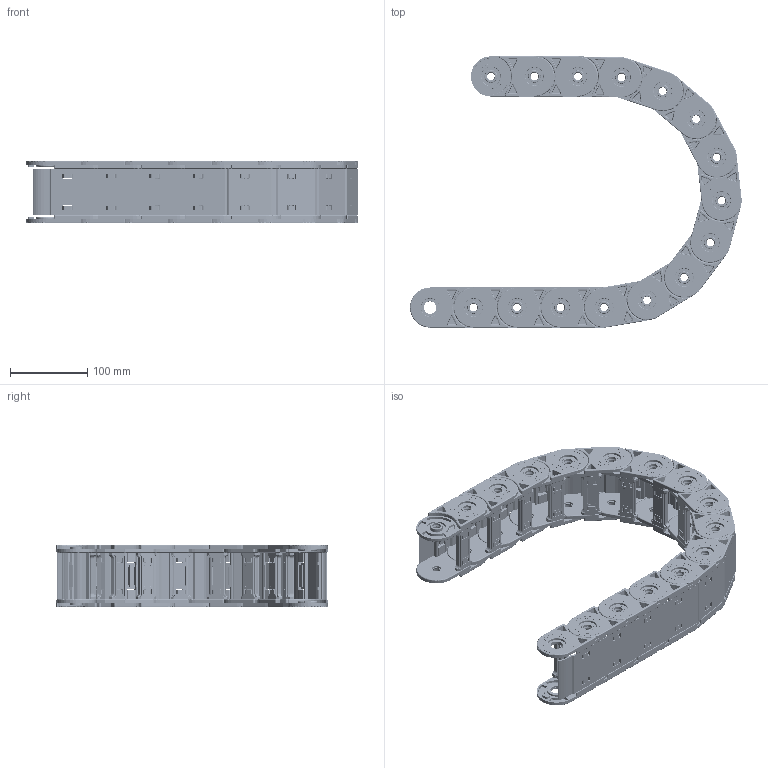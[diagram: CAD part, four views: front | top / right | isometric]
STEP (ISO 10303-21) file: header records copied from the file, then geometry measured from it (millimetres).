
FILE_DESCRIPTION (( 'STEP AP214' ), '1' );
FILE_NAME ('CK35-Y060-R150.STEP', '2019-09-10T06:14:42', ( '' ), ( '' ), 'SwSTEP 2.0', 'SolidWorks 2017', '' );
FILE_SCHEMA (( 'AUTOMOTIVE_DESIGN' ));
Length unit declared in the file: millimetre
Products named in the file (2): CK35-Y060-R150; CK35-Y060
Assembly tree (15 placements, depth 2):
  CK35-Y060-R150
    CK35-Y060  x15
Bounding box: 430.99 x 352.02 x 81.41 mm (x, y, z)
Volume: 954214 mm3; surface area: 752567.5 mm2
Topology: 60 solids, 60 shells, 14265 faces, 35760 edges, 22140 vertices
Faces by surface type: plane 5205, cylinder 4980, torus 1920, bspline 1440, cone 480, sphere 240
Entity records: 44977 total; most frequent: CARTESIAN_POINT 22759, ORIENTED_EDGE 4720, DIRECTION 4432, EDGE_CURVE 2360, AXIS2_PLACEMENT_3D 1603, VERTEX_POINT 1476, VECTOR 1226, LINE 1226
